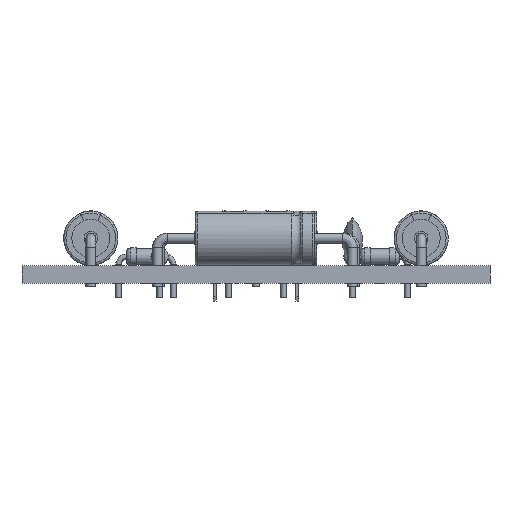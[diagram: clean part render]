
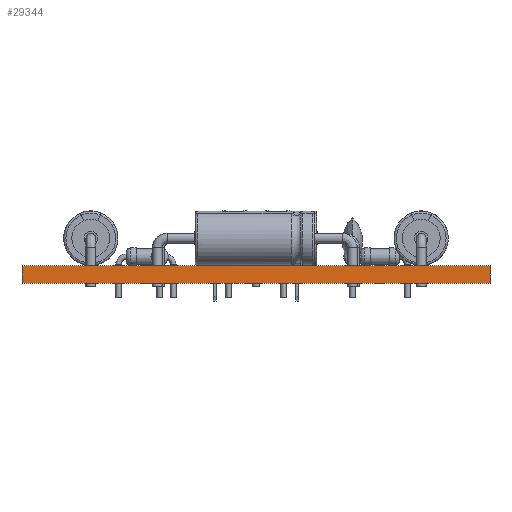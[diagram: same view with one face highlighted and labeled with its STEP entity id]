
A CAD part, front view. The second image highlights one B-rep face of the part: STEP entity #29344.
In plain terms, the highlighted planar face has unit normal (0, -1, 0).
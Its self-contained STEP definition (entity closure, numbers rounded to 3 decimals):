
#26528 = PLANE('',#26529);
#26529 = AXIS2_PLACEMENT_3D('',#26530,#26531,#26532);
#26530 = CARTESIAN_POINT('',(97.79,-141.605,1.6));
#26531 = DIRECTION('',(0.,0.,1.));
#26532 = DIRECTION('',(1.,0.,0.));
#26582 = PLANE('',#26583);
#26583 = AXIS2_PLACEMENT_3D('',#26584,#26585,#26586);
#26584 = CARTESIAN_POINT('',(97.79,-141.605,0.));
#26585 = DIRECTION('',(0.,0.,1.));
#26586 = DIRECTION('',(1.,0.,0.));
#26615 = PLANE('',#26616);
#26616 = AXIS2_PLACEMENT_3D('',#26617,#26618,#26619);
#26617 = CARTESIAN_POINT('',(119.38,-181.61,0.));
#26618 = DIRECTION('',(-1.,0.,0.));
#26619 = DIRECTION('',(0.,1.,0.));
#26713 = PLANE('',#26714);
#26714 = AXIS2_PLACEMENT_3D('',#26715,#26716,#26717);
#26715 = CARTESIAN_POINT('',(76.2,-171.45,0.));
#26716 = DIRECTION('',(1.,0.,0.));
#26717 = DIRECTION('',(0.,-1.,0.));
#26752 = VERTEX_POINT('',#26753);
#26753 = CARTESIAN_POINT('',(76.2,-181.61,0.));
#26774 = EDGE_CURVE('',#26752,#26775,#26777,.T.);
#26775 = VERTEX_POINT('',#26776);
#26776 = CARTESIAN_POINT('',(119.38,-181.61,0.));
#26777 = SURFACE_CURVE('',#26778,(#26782,#26789),.PCURVE_S1.);
#26778 = LINE('',#26779,#26780);
#26779 = CARTESIAN_POINT('',(76.2,-181.61,0.));
#26780 = VECTOR('',#26781,1.);
#26781 = DIRECTION('',(1.,0.,0.));
#26782 = PCURVE('',#26582,#26783);
#26783 = DEFINITIONAL_REPRESENTATION('',(#26784),#26788);
#26784 = LINE('',#26785,#26786);
#26785 = CARTESIAN_POINT('',(-21.59,-40.005));
#26786 = VECTOR('',#26787,1.);
#26787 = DIRECTION('',(1.,0.));
#26788 = ( GEOMETRIC_REPRESENTATION_CONTEXT(2) 
PARAMETRIC_REPRESENTATION_CONTEXT() REPRESENTATION_CONTEXT('2D SPACE',''
  ) );
#26789 = PCURVE('',#26790,#26795);
#26790 = PLANE('',#26791);
#26791 = AXIS2_PLACEMENT_3D('',#26792,#26793,#26794);
#26792 = CARTESIAN_POINT('',(76.2,-181.61,0.));
#26793 = DIRECTION('',(0.,1.,0.));
#26794 = DIRECTION('',(1.,0.,0.));
#26795 = DEFINITIONAL_REPRESENTATION('',(#26796),#26800);
#26796 = LINE('',#26797,#26798);
#26797 = CARTESIAN_POINT('',(0.,0.));
#26798 = VECTOR('',#26799,1.);
#26799 = DIRECTION('',(1.,0.));
#26800 = ( GEOMETRIC_REPRESENTATION_CONTEXT(2) 
PARAMETRIC_REPRESENTATION_CONTEXT() REPRESENTATION_CONTEXT('2D SPACE',''
  ) );
#28132 = VERTEX_POINT('',#28133);
#28133 = CARTESIAN_POINT('',(76.2,-181.61,1.6));
#28154 = EDGE_CURVE('',#28132,#28155,#28157,.T.);
#28155 = VERTEX_POINT('',#28156);
#28156 = CARTESIAN_POINT('',(119.38,-181.61,1.6));
#28157 = SURFACE_CURVE('',#28158,(#28162,#28169),.PCURVE_S1.);
#28158 = LINE('',#28159,#28160);
#28159 = CARTESIAN_POINT('',(76.2,-181.61,1.6));
#28160 = VECTOR('',#28161,1.);
#28161 = DIRECTION('',(1.,0.,0.));
#28162 = PCURVE('',#26528,#28163);
#28163 = DEFINITIONAL_REPRESENTATION('',(#28164),#28168);
#28164 = LINE('',#28165,#28166);
#28165 = CARTESIAN_POINT('',(-21.59,-40.005));
#28166 = VECTOR('',#28167,1.);
#28167 = DIRECTION('',(1.,0.));
#28168 = ( GEOMETRIC_REPRESENTATION_CONTEXT(2) 
PARAMETRIC_REPRESENTATION_CONTEXT() REPRESENTATION_CONTEXT('2D SPACE',''
  ) );
#28169 = PCURVE('',#26790,#28170);
#28170 = DEFINITIONAL_REPRESENTATION('',(#28171),#28175);
#28171 = LINE('',#28172,#28173);
#28172 = CARTESIAN_POINT('',(0.,-1.6));
#28173 = VECTOR('',#28174,1.);
#28174 = DIRECTION('',(1.,0.));
#28175 = ( GEOMETRIC_REPRESENTATION_CONTEXT(2) 
PARAMETRIC_REPRESENTATION_CONTEXT() REPRESENTATION_CONTEXT('2D SPACE',''
  ) );
#29294 = EDGE_CURVE('',#26775,#28155,#29295,.T.);
#29295 = SURFACE_CURVE('',#29296,(#29300,#29307),.PCURVE_S1.);
#29296 = LINE('',#29297,#29298);
#29297 = CARTESIAN_POINT('',(119.38,-181.61,0.));
#29298 = VECTOR('',#29299,1.);
#29299 = DIRECTION('',(0.,0.,1.));
#29300 = PCURVE('',#26615,#29301);
#29301 = DEFINITIONAL_REPRESENTATION('',(#29302),#29306);
#29302 = LINE('',#29303,#29304);
#29303 = CARTESIAN_POINT('',(0.,0.));
#29304 = VECTOR('',#29305,1.);
#29305 = DIRECTION('',(0.,-1.));
#29306 = ( GEOMETRIC_REPRESENTATION_CONTEXT(2) 
PARAMETRIC_REPRESENTATION_CONTEXT() REPRESENTATION_CONTEXT('2D SPACE',''
  ) );
#29307 = PCURVE('',#26790,#29308);
#29308 = DEFINITIONAL_REPRESENTATION('',(#29309),#29313);
#29309 = LINE('',#29310,#29311);
#29310 = CARTESIAN_POINT('',(43.18,0.));
#29311 = VECTOR('',#29312,1.);
#29312 = DIRECTION('',(0.,-1.));
#29313 = ( GEOMETRIC_REPRESENTATION_CONTEXT(2) 
PARAMETRIC_REPRESENTATION_CONTEXT() REPRESENTATION_CONTEXT('2D SPACE',''
  ) );
#29323 = EDGE_CURVE('',#26752,#28132,#29324,.T.);
#29324 = SURFACE_CURVE('',#29325,(#29329,#29336),.PCURVE_S1.);
#29325 = LINE('',#29326,#29327);
#29326 = CARTESIAN_POINT('',(76.2,-181.61,0.));
#29327 = VECTOR('',#29328,1.);
#29328 = DIRECTION('',(0.,0.,1.));
#29329 = PCURVE('',#26713,#29330);
#29330 = DEFINITIONAL_REPRESENTATION('',(#29331),#29335);
#29331 = LINE('',#29332,#29333);
#29332 = CARTESIAN_POINT('',(10.16,0.));
#29333 = VECTOR('',#29334,1.);
#29334 = DIRECTION('',(0.,-1.));
#29335 = ( GEOMETRIC_REPRESENTATION_CONTEXT(2) 
PARAMETRIC_REPRESENTATION_CONTEXT() REPRESENTATION_CONTEXT('2D SPACE',''
  ) );
#29336 = PCURVE('',#26790,#29337);
#29337 = DEFINITIONAL_REPRESENTATION('',(#29338),#29342);
#29338 = LINE('',#29339,#29340);
#29339 = CARTESIAN_POINT('',(0.,0.));
#29340 = VECTOR('',#29341,1.);
#29341 = DIRECTION('',(0.,-1.));
#29342 = ( GEOMETRIC_REPRESENTATION_CONTEXT(2) 
PARAMETRIC_REPRESENTATION_CONTEXT() REPRESENTATION_CONTEXT('2D SPACE',''
  ) );
#29344 = ADVANCED_FACE('',(#29345),#26790,.F.);
#29345 = FACE_BOUND('',#29346,.F.);
#29346 = EDGE_LOOP('',(#29347,#29348,#29349,#29350));
#29347 = ORIENTED_EDGE('',*,*,#29323,.T.);
#29348 = ORIENTED_EDGE('',*,*,#28154,.T.);
#29349 = ORIENTED_EDGE('',*,*,#29294,.F.);
#29350 = ORIENTED_EDGE('',*,*,#26774,.F.);
